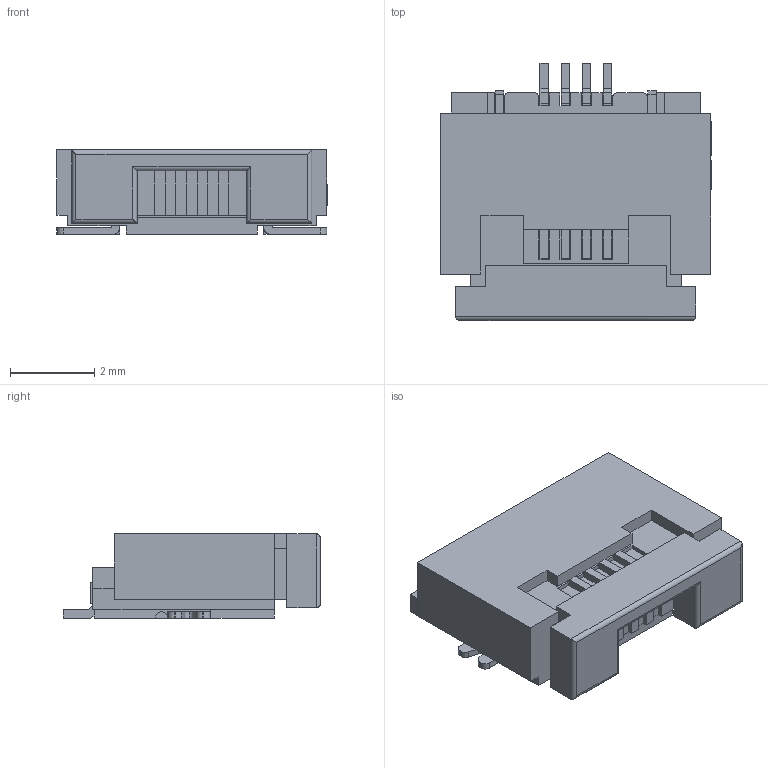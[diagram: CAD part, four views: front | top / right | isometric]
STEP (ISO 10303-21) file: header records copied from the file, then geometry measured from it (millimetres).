
FILE_DESCRIPTION (( 'STEP AP214' ), '1' );
FILE_NAME ('FFC-SMD_4P-P0.50_AFC01-S04FCC-00.step', '2022-06-24T02:04:09', ( '' ), ( '' ), 'SwSTEP 2.0', 'SolidWorks 2020', '' );
FILE_SCHEMA (( 'AUTOMOTIVE_DESIGN' ));
Length unit declared in the file: millimetre
Products named in the file (1): FFC-SMD_4P-P0.50_AFC01-S04FCC-00
Bounding box: 6.41 x 6.1 x 2 mm (x, y, z)
Volume: 53.1 mm3; surface area: 195.2 mm2
Topology: 1 solids, 1 shells, 519 faces, 1496 edges, 998 vertices
Faces by surface type: plane 391, bspline 98, cylinder 30
Entity records: 23236 total; most frequent: CARTESIAN_POINT 4582, ORIENTED_EDGE 2992, DIRECTION 2156, EDGE_CURVE 1496, VECTOR 1232, LINE 1232, VERTEX_POINT 998, EDGE_LOOP 550
